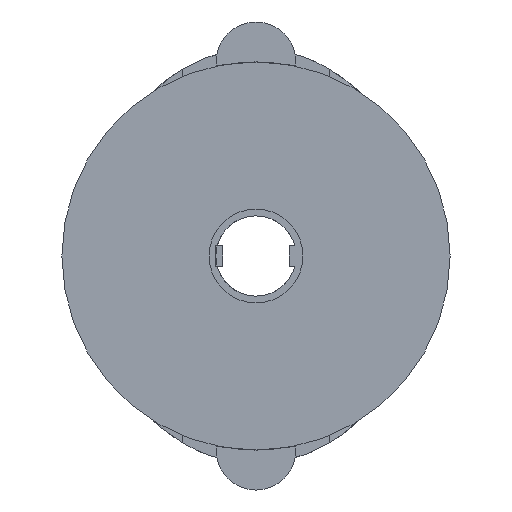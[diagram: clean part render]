
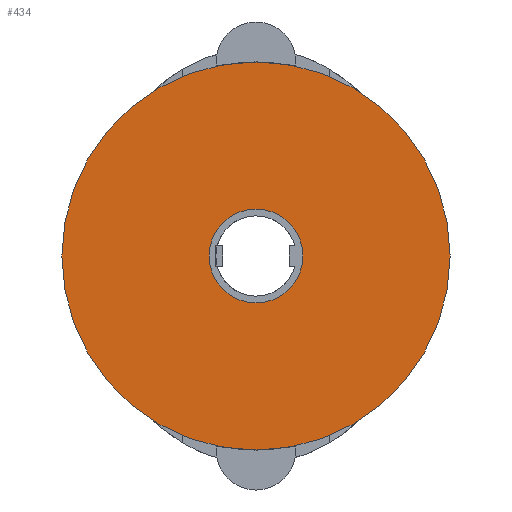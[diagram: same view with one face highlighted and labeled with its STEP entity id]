
A CAD part, front view. The second image highlights one B-rep face of the part: STEP entity #434.
In plain terms, the highlighted planar face has unit normal (0, -1, 0).
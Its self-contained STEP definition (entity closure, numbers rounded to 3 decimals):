
#48 = CARTESIAN_POINT ( 'NONE',  ( 0., -5.2, -14.5 ) ) ;
#151 = DIRECTION ( 'NONE',  ( 0., 0., 1. ) ) ;
#318 = VERTEX_POINT ( 'NONE', #4393 ) ;
#375 = EDGE_CURVE ( 'NONE', #1589, #5223, #4845, .T. ) ;
#413 = ORIENTED_EDGE ( 'NONE', *, *, #2425, .T. ) ;
#434 = ADVANCED_FACE ( 'NONE', ( #5521, #480 ), #4627, .F. ) ;
#480 = FACE_OUTER_BOUND ( 'NONE', #3455, .T. ) ;
#819 = EDGE_CURVE ( 'NONE', #5223, #1589, #3514, .T. ) ;
#867 = VERTEX_POINT ( 'NONE', #4368 ) ;
#1078 = AXIS2_PLACEMENT_3D ( 'NONE', #4245, #2923, #151 ) ;
#1157 = ORIENTED_EDGE ( 'NONE', *, *, #375, .F. ) ;
#1334 = AXIS2_PLACEMENT_3D ( 'NONE', #5684, #3014, #3389 ) ;
#1589 = VERTEX_POINT ( 'NONE', #1901 ) ;
#1745 = DIRECTION ( 'NONE',  ( 0., 0., 1. ) ) ;
#1750 = CIRCLE ( 'NONE', #1078, 3.5 ) ;
#1901 = CARTESIAN_POINT ( 'NONE',  ( 0., -5.2, 14.5 ) ) ;
#2296 = AXIS2_PLACEMENT_3D ( 'NONE', #3176, #3729, #5548 ) ;
#2425 = EDGE_CURVE ( 'NONE', #867, #318, #3806, .T. ) ;
#2761 = AXIS2_PLACEMENT_3D ( 'NONE', #3286, #5098, #5043 ) ;
#2923 = DIRECTION ( 'NONE',  ( 0., 1., 0. ) ) ;
#3014 = DIRECTION ( 'NONE',  ( 0., 1., 0. ) ) ;
#3176 = CARTESIAN_POINT ( 'NONE',  ( 0., -5.2, 0. ) ) ;
#3286 = CARTESIAN_POINT ( 'NONE',  ( 0., -5.2, 0. ) ) ;
#3324 = AXIS2_PLACEMENT_3D ( 'NONE', #4556, #5423, #1745 ) ;
#3389 = DIRECTION ( 'NONE',  ( 0., 0., 1. ) ) ;
#3455 = EDGE_LOOP ( 'NONE', ( #1157, #5509 ) ) ;
#3514 = CIRCLE ( 'NONE', #1334, 14.5 ) ;
#3677 = EDGE_CURVE ( 'NONE', #318, #867, #1750, .T. ) ;
#3729 = DIRECTION ( 'NONE',  ( 0., 1., 0. ) ) ;
#3806 = CIRCLE ( 'NONE', #3324, 3.5 ) ;
#4245 = CARTESIAN_POINT ( 'NONE',  ( 0., -5.2, 0. ) ) ;
#4363 = EDGE_LOOP ( 'NONE', ( #413, #5768 ) ) ;
#4368 = CARTESIAN_POINT ( 'NONE',  ( 0., -5.2, 3.5 ) ) ;
#4393 = CARTESIAN_POINT ( 'NONE',  ( 0., -5.2, -3.5 ) ) ;
#4556 = CARTESIAN_POINT ( 'NONE',  ( 0., -5.2, 0. ) ) ;
#4627 = PLANE ( 'NONE',  #2296 ) ;
#4845 = CIRCLE ( 'NONE', #2761, 14.5 ) ;
#5043 = DIRECTION ( 'NONE',  ( 0., 0., 1. ) ) ;
#5098 = DIRECTION ( 'NONE',  ( 0., 1., 0. ) ) ;
#5223 = VERTEX_POINT ( 'NONE', #48 ) ;
#5423 = DIRECTION ( 'NONE',  ( 0., 1., 0. ) ) ;
#5509 = ORIENTED_EDGE ( 'NONE', *, *, #819, .F. ) ;
#5521 = FACE_BOUND ( 'NONE', #4363, .T. ) ;
#5548 = DIRECTION ( 'NONE',  ( 0., 0., 1. ) ) ;
#5684 = CARTESIAN_POINT ( 'NONE',  ( 0., -5.2, 0. ) ) ;
#5768 = ORIENTED_EDGE ( 'NONE', *, *, #3677, .T. ) ;
